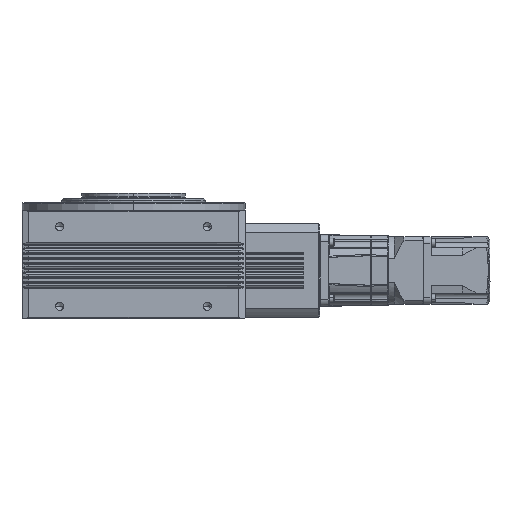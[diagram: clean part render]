
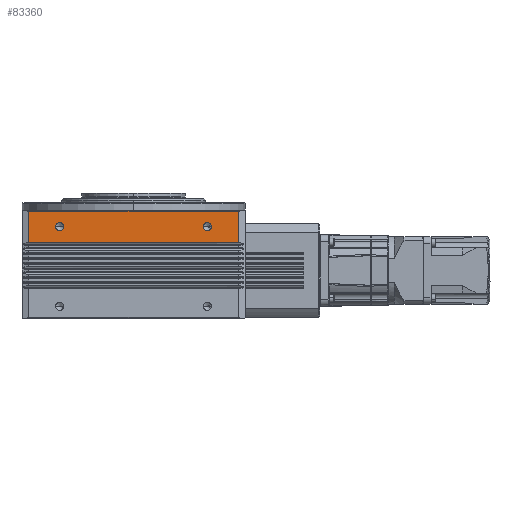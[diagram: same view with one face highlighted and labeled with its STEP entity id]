
A CAD part, top view. The second image highlights one B-rep face of the part: STEP entity #83360.
In plain terms, the highlighted planar face has unit normal (0, 0, 1).
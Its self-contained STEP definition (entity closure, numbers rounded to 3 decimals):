
#2506 = DIRECTION ( 'NONE',  ( 1., 0., 0. ) ) ;
#2766 = CIRCLE ( 'NONE', #88585, 5.15 ) ;
#4523 = DIRECTION ( 'NONE',  ( 1., 0., 0. ) ) ;
#5406 = VERTEX_POINT ( 'NONE', #88698 ) ;
#8710 = CIRCLE ( 'NONE', #89893, 5.15 ) ;
#9239 = EDGE_LOOP ( 'NONE', ( #54543, #76197, #33555, #49089 ) ) ;
#13167 = VERTEX_POINT ( 'NONE', #75173 ) ;
#14316 = DIRECTION ( 'NONE',  ( 1., 0., 0. ) ) ;
#14513 = CARTESIAN_POINT ( 'NONE',  ( 97.65, 55., 195. ) ) ;
#14689 = VECTOR ( 'NONE', #41195, 1000. ) ;
#16251 = DIRECTION ( 'NONE',  ( 1., 0., 0. ) ) ;
#17950 = DIRECTION ( 'NONE',  ( 0., 0., 1. ) ) ;
#18446 = FACE_OUTER_BOUND ( 'NONE', #9239, .T. ) ;
#18671 = CARTESIAN_POINT ( 'NONE',  ( 87.35, 55., 195. ) ) ;
#21998 = ORIENTED_EDGE ( 'NONE', *, *, #55224, .F. ) ;
#22494 = EDGE_CURVE ( 'NONE', #29871, #75774, #8710, .T. ) ;
#24613 = DIRECTION ( 'NONE',  ( 0., 0., 1. ) ) ;
#25326 = DIRECTION ( 'NONE',  ( 0., 0., 1. ) ) ;
#25771 = VERTEX_POINT ( 'NONE', #42874 ) ;
#28390 = AXIS2_PLACEMENT_3D ( 'NONE', #83673, #17950, #4523 ) ;
#29746 = ORIENTED_EDGE ( 'NONE', *, *, #22494, .F. ) ;
#29871 = VERTEX_POINT ( 'NONE', #18671 ) ;
#33403 = LINE ( 'NONE', #91933, #79273 ) ;
#33542 = LINE ( 'NONE', #56059, #36550 ) ;
#33555 = ORIENTED_EDGE ( 'NONE', *, *, #58670, .F. ) ;
#34487 = CARTESIAN_POINT ( 'NONE',  ( 131.758, 34.5, 195. ) ) ;
#36550 = VECTOR ( 'NONE', #69536, 1000. ) ;
#36728 = EDGE_CURVE ( 'NONE', #25771, #48128, #33542, .T. ) ;
#38431 = AXIS2_PLACEMENT_3D ( 'NONE', #59165, #24613, #2506 ) ;
#40136 = DIRECTION ( 'NONE',  ( -1., 0., 0. ) ) ;
#41195 = DIRECTION ( 'NONE',  ( 0., 1., 0. ) ) ;
#41446 = FACE_BOUND ( 'NONE', #41776, .T. ) ;
#41776 = EDGE_LOOP ( 'NONE', ( #21998, #80266 ) ) ;
#42874 = CARTESIAN_POINT ( 'NONE',  ( 131.758, 74., 195. ) ) ;
#43907 = CARTESIAN_POINT ( 'NONE',  ( 131.758, -60., 195. ) ) ;
#44158 = AXIS2_PLACEMENT_3D ( 'NONE', #45168, #44738, #59623 ) ;
#44738 = DIRECTION ( 'NONE',  ( 0., 0., 1. ) ) ;
#45168 = CARTESIAN_POINT ( 'NONE',  ( -92.5, 55., 195. ) ) ;
#46023 = CIRCLE ( 'NONE', #38431, 5.15 ) ;
#48128 = VERTEX_POINT ( 'NONE', #54187 ) ;
#49089 = ORIENTED_EDGE ( 'NONE', *, *, #61985, .F. ) ;
#50877 = EDGE_CURVE ( 'NONE', #75774, #29871, #2766, .T. ) ;
#54187 = CARTESIAN_POINT ( 'NONE',  ( -131.758, 74., 195. ) ) ;
#54393 = FACE_BOUND ( 'NONE', #86764, .T. ) ;
#54543 = ORIENTED_EDGE ( 'NONE', *, *, #83001, .T. ) ;
#54897 = CIRCLE ( 'NONE', #44158, 5.15 ) ;
#55224 = EDGE_CURVE ( 'NONE', #13167, #5406, #46023, .T. ) ;
#56059 = CARTESIAN_POINT ( 'NONE',  ( -140., 74., 195. ) ) ;
#57020 = ORIENTED_EDGE ( 'NONE', *, *, #50877, .F. ) ;
#57461 = CARTESIAN_POINT ( 'NONE',  ( -131.758, -60., 195. ) ) ;
#58670 = EDGE_CURVE ( 'NONE', #78052, #48128, #93928, .T. ) ;
#59165 = CARTESIAN_POINT ( 'NONE',  ( -92.5, 55., 195. ) ) ;
#59623 = DIRECTION ( 'NONE',  ( 1., 0., 0. ) ) ;
#60902 = CARTESIAN_POINT ( 'NONE',  ( -131.758, 34.5, 195. ) ) ;
#61985 = EDGE_CURVE ( 'NONE', #92680, #78052, #33403, .T. ) ;
#69536 = DIRECTION ( 'NONE',  ( -1., 0., 0. ) ) ;
#70731 = PLANE ( 'NONE',  #28390 ) ;
#72836 = DIRECTION ( 'NONE',  ( 0., 0., 1. ) ) ;
#75173 = CARTESIAN_POINT ( 'NONE',  ( -87.35, 55., 195. ) ) ;
#75738 = CARTESIAN_POINT ( 'NONE',  ( 92.5, 55., 195. ) ) ;
#75774 = VERTEX_POINT ( 'NONE', #14513 ) ;
#76197 = ORIENTED_EDGE ( 'NONE', *, *, #36728, .T. ) ;
#78052 = VERTEX_POINT ( 'NONE', #60902 ) ;
#79273 = VECTOR ( 'NONE', #40136, 1000. ) ;
#80266 = ORIENTED_EDGE ( 'NONE', *, *, #88056, .F. ) ;
#81912 = CARTESIAN_POINT ( 'NONE',  ( 92.5, 55., 195. ) ) ;
#83001 = EDGE_CURVE ( 'NONE', #92680, #25771, #88042, .T. ) ;
#83360 = ADVANCED_FACE ( 'NONE', ( #18446, #41446, #54393 ), #70731, .T. ) ;
#83673 = CARTESIAN_POINT ( 'NONE',  ( -140., -60., 195. ) ) ;
#86764 = EDGE_LOOP ( 'NONE', ( #57020, #29746 ) ) ;
#87473 = VECTOR ( 'NONE', #87589, 1000. ) ;
#87589 = DIRECTION ( 'NONE',  ( 0., 1., 0. ) ) ;
#88042 = LINE ( 'NONE', #43907, #87473 ) ;
#88056 = EDGE_CURVE ( 'NONE', #5406, #13167, #54897, .T. ) ;
#88585 = AXIS2_PLACEMENT_3D ( 'NONE', #81912, #72836, #14316 ) ;
#88698 = CARTESIAN_POINT ( 'NONE',  ( -97.65, 55., 195. ) ) ;
#89893 = AXIS2_PLACEMENT_3D ( 'NONE', #75738, #25326, #16251 ) ;
#91933 = CARTESIAN_POINT ( 'NONE',  ( -140., 34.5, 195. ) ) ;
#92680 = VERTEX_POINT ( 'NONE', #34487 ) ;
#93928 = LINE ( 'NONE', #57461, #14689 ) ;
